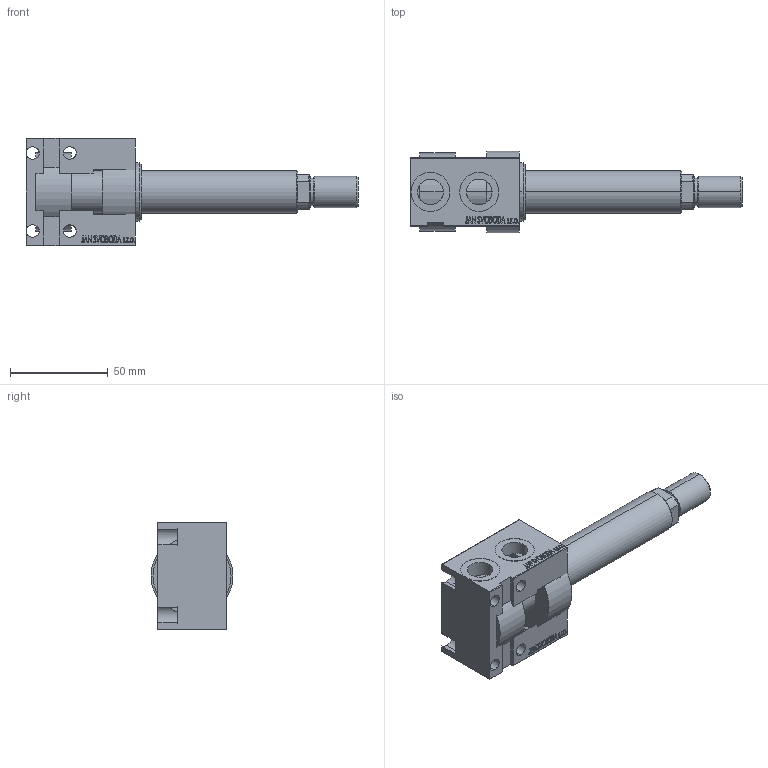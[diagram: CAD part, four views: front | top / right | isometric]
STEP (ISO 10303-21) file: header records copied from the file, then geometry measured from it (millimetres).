
FILE_DESCRIPTION (( 'STEP AP203' ), '1' );
FILE_NAME ('b89c.STEP', '2021-11-04T10:31:17', ( '' ), ( '' ), 'SwSTEP 2.0', 'SolidWorks 2019', '' );
FILE_SCHEMA (( 'CONFIG_CONTROL_DESIGN' ));
Length unit declared in the file: millimetre
Products named in the file (5): V450CM_VC_B c9156adb194ad5df94dc55378f7930e6; V450CM_E_VCP c9156adb194ad5df94dc55378f7930e6; V450CM_E c9156adb194ad5df94dc55378f7930e6; b89c; V450CM_MALE_METRIC c9156adb194ad5df94dc55378f7930e6
Assembly tree (4 placements, depth 2):
  b89c
    V450CM_E c9156adb194ad5df94dc55378f7930e6
    V450CM_E_VCP c9156adb194ad5df94dc55378f7930e6
    V450CM_VC_B c9156adb194ad5df94dc55378f7930e6
    V450CM_MALE_METRIC c9156adb194ad5df94dc55378f7930e6
Bounding box: 170.25 x 42 x 55 mm (x, y, z)
Volume: 131909.9 mm3; surface area: 39389.8 mm2
Topology: 4 solids, 4 shells, 881 faces, 2317 edges, 1536 vertices
Faces by surface type: plane 422, bspline 380, cylinder 61, cone 16, torus 2
Entity records: 44888 total; most frequent: CARTESIAN_POINT 25104, ORIENTED_EDGE 4630, DIRECTION 2687, EDGE_CURVE 2315, VERTEX_POINT 1536, LINE 1373, VECTOR 1373, EDGE_LOOP 997
